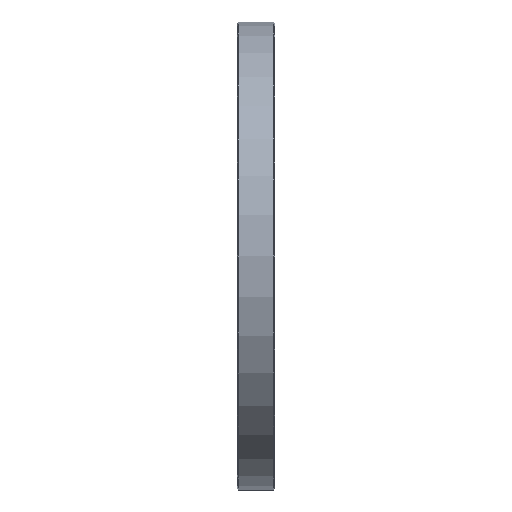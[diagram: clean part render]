
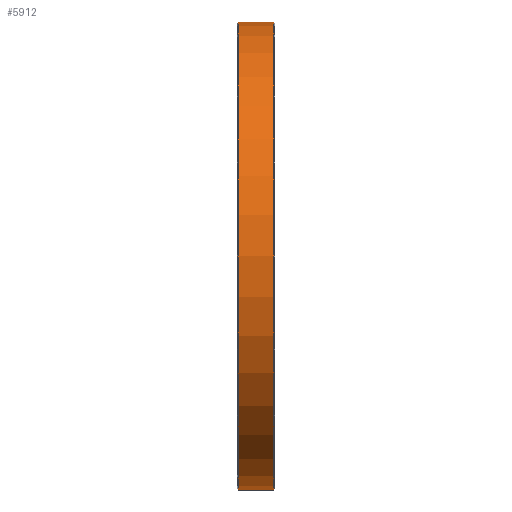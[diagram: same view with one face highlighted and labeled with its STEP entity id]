
A CAD part, front view. The second image highlights one B-rep face of the part: STEP entity #5912.
In plain terms, the highlighted cylindrical face has radius 177.8 mm (diameter 355.6 mm), a partial arc.
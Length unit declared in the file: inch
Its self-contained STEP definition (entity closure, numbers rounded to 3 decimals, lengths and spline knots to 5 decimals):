
#60 = CIRCLE ( 'NONE', #861, 7. ) ;
#130 = EDGE_CURVE ( 'NONE', #250, #4451, #2091, .T. ) ;
#250 = VERTEX_POINT ( 'NONE', #6000 ) ;
#375 = DIRECTION ( 'NONE',  ( -1., 0., 0. ) ) ;
#416 = EDGE_CURVE ( 'NONE', #735, #4451, #60, .T. ) ;
#515 = CIRCLE ( 'NONE', #2872, 7. ) ;
#647 = CARTESIAN_POINT ( 'NONE',  ( 0., 0., -7. ) ) ;
#735 = VERTEX_POINT ( 'NONE', #2506 ) ;
#762 = CARTESIAN_POINT ( 'NONE',  ( 0.03, 0., 0. ) ) ;
#832 = DIRECTION ( 'NONE',  ( 0., 0., -1. ) ) ;
#847 = CYLINDRICAL_SURFACE ( 'NONE', #889, 7. ) ;
#861 = AXIS2_PLACEMENT_3D ( 'NONE', #762, #4057, #832 ) ;
#889 = AXIS2_PLACEMENT_3D ( 'NONE', #2308, #2764, #4633 ) ;
#1322 = LINE ( 'NONE', #3680, #5560 ) ;
#1356 = ORIENTED_EDGE ( 'NONE', *, *, #130, .F. ) ;
#1504 = EDGE_CURVE ( 'NONE', #250, #4739, #515, .T. ) ;
#1610 = DIRECTION ( 'NONE',  ( -1., 0., 0. ) ) ;
#2091 = LINE ( 'NONE', #647, #2557 ) ;
#2284 = FACE_OUTER_BOUND ( 'NONE', #4574, .T. ) ;
#2302 = ORIENTED_EDGE ( 'NONE', *, *, #1504, .T. ) ;
#2308 = CARTESIAN_POINT ( 'NONE',  ( 0., 0., 0. ) ) ;
#2506 = CARTESIAN_POINT ( 'NONE',  ( 0.03, 0., 7. ) ) ;
#2520 = DIRECTION ( 'NONE',  ( -1., 0., 0. ) ) ;
#2557 = VECTOR ( 'NONE', #2520, 39.37008 ) ;
#2764 = DIRECTION ( 'NONE',  ( -1., 0., 0. ) ) ;
#2872 = AXIS2_PLACEMENT_3D ( 'NONE', #4454, #1610, #5331 ) ;
#3666 = CARTESIAN_POINT ( 'NONE',  ( 0.03, 0., -7. ) ) ;
#3680 = CARTESIAN_POINT ( 'NONE',  ( 0., 0., 7. ) ) ;
#3964 = EDGE_CURVE ( 'NONE', #4739, #735, #1322, .T. ) ;
#4057 = DIRECTION ( 'NONE',  ( 1., 0., 0. ) ) ;
#4451 = VERTEX_POINT ( 'NONE', #3666 ) ;
#4454 = CARTESIAN_POINT ( 'NONE',  ( 1.09, 0., 0. ) ) ;
#4546 = ORIENTED_EDGE ( 'NONE', *, *, #3964, .T. ) ;
#4574 = EDGE_LOOP ( 'NONE', ( #1356, #2302, #4546, #6045 ) ) ;
#4633 = DIRECTION ( 'NONE',  ( 0., 0., 1. ) ) ;
#4739 = VERTEX_POINT ( 'NONE', #5005 ) ;
#5005 = CARTESIAN_POINT ( 'NONE',  ( 1.09, 0., 7. ) ) ;
#5331 = DIRECTION ( 'NONE',  ( 0., 0., 1. ) ) ;
#5560 = VECTOR ( 'NONE', #375, 39.37008 ) ;
#5912 = ADVANCED_FACE ( 'NONE', ( #2284 ), #847, .T. ) ;
#6000 = CARTESIAN_POINT ( 'NONE',  ( 1.09, 0., -7. ) ) ;
#6045 = ORIENTED_EDGE ( 'NONE', *, *, #416, .T. ) ;
